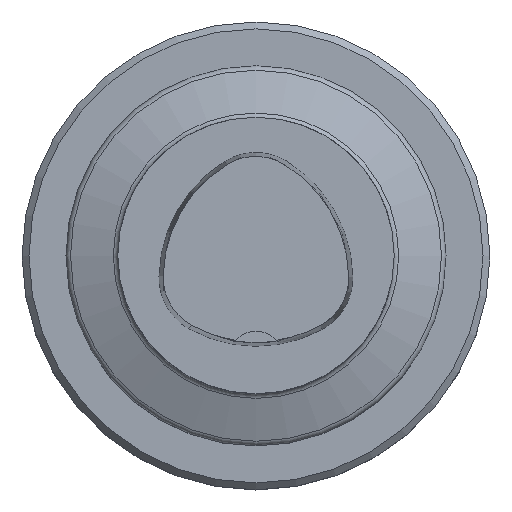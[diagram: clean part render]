
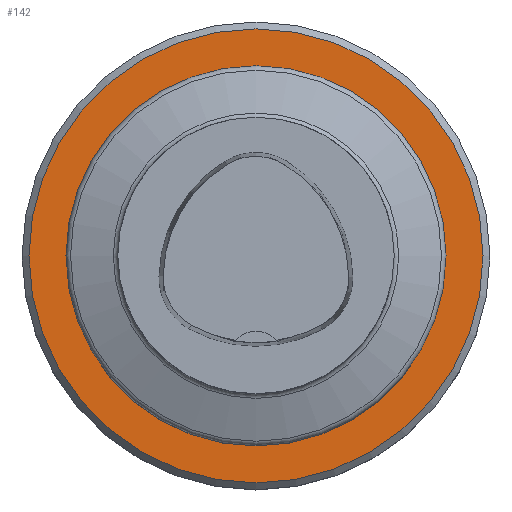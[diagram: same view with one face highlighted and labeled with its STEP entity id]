
A CAD part, top view. The second image highlights one B-rep face of the part: STEP entity #142.
In plain terms, the highlighted planar face has unit normal (0, 0, 1).
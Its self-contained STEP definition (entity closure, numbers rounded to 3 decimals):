
#90=PLANE('',#547);
#142=ADVANCED_FACE('',(#189,#190),#90,.T.);
#189=FACE_BOUND('',#216,.T.);
#190=FACE_BOUND('',#217,.T.);
#216=EDGE_LOOP('',(#264));
#217=EDGE_LOOP('',(#265));
#264=ORIENTED_EDGE('',*,*,#414,.T.);
#265=ORIENTED_EDGE('',*,*,#420,.T.);
#371=VERTEX_POINT('',#778);
#377=VERTEX_POINT('',#796);
#414=EDGE_CURVE('',#371,#371,#473,.T.);
#420=EDGE_CURVE('',#377,#377,#479,.T.);
#473=CIRCLE('',#534,27.5);
#479=CIRCLE('',#546,32.85);
#534=AXIS2_PLACEMENT_3D('',#777,#613,#614);
#546=AXIS2_PLACEMENT_3D('',#795,#637,#638);
#547=AXIS2_PLACEMENT_3D('',#797,#639,#640);
#613=DIRECTION('',(0.,0.,-1.));
#614=DIRECTION('',(1.,0.,0.));
#637=DIRECTION('',(0.,0.,1.));
#638=DIRECTION('',(1.,0.,0.));
#639=DIRECTION('',(0.,0.,1.));
#640=DIRECTION('',(1.,0.,0.));
#777=CARTESIAN_POINT('',(0.,0.,-35.));
#778=CARTESIAN_POINT('',(27.5,0.,-35.));
#795=CARTESIAN_POINT('',(0.,0.,-35.));
#796=CARTESIAN_POINT('',(32.85,0.,-35.));
#797=CARTESIAN_POINT('',(0.,26.75,-35.));
